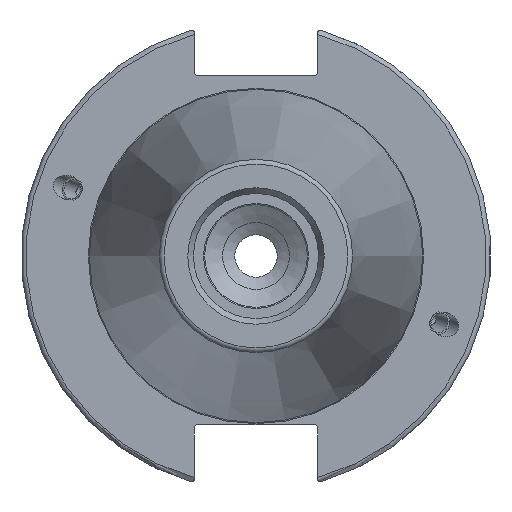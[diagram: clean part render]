
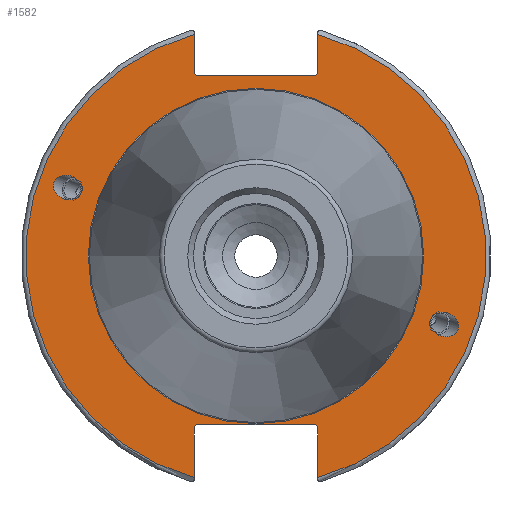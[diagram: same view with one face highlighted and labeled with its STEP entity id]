
A CAD part, left-side view. The second image highlights one B-rep face of the part: STEP entity #1582.
In plain terms, the highlighted planar face has unit normal (-1, 0, 0).
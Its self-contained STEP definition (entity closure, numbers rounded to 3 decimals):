
#136=LINE('',#2936,#234);
#137=LINE('',#2938,#235);
#138=LINE('',#2940,#236);
#139=LINE('',#2942,#237);
#140=LINE('',#2944,#238);
#141=LINE('',#2948,#239);
#142=LINE('',#2950,#240);
#143=LINE('',#2952,#241);
#144=LINE('',#2954,#242);
#145=LINE('',#2955,#243);
#234=VECTOR('',#2095,10.);
#235=VECTOR('',#2096,10.);
#236=VECTOR('',#2097,10.);
#237=VECTOR('',#2098,10.);
#238=VECTOR('',#2099,10.);
#239=VECTOR('',#2102,10.);
#240=VECTOR('',#2103,10.);
#241=VECTOR('',#2104,10.);
#242=VECTOR('',#2105,10.);
#243=VECTOR('',#2106,10.);
#327=FACE_BOUND('',#530,.T.);
#328=FACE_BOUND('',#531,.T.);
#329=FACE_BOUND('',#532,.T.);
#335=ELLIPSE('',#1712,3.052,2.5);
#336=ELLIPSE('',#1746,3.052,2.5);
#349=PLANE('',#1756);
#421=FACE_OUTER_BOUND('',#529,.T.);
#529=EDGE_LOOP('',(#1287,#1288,#1289,#1290,#1291,#1292,#1293,#1294,#1295,
#1296,#1297,#1298));
#530=EDGE_LOOP('',(#1299));
#531=EDGE_LOOP('',(#1300));
#532=EDGE_LOOP('',(#1301));
#633=CIRCLE('',#1754,35.125);
#635=CIRCLE('',#1757,48.213);
#636=CIRCLE('',#1758,48.213);
#721=VERTEX_POINT('',#2653);
#759=VERTEX_POINT('',#2912);
#764=VERTEX_POINT('',#2927);
#765=VERTEX_POINT('',#2932);
#766=VERTEX_POINT('',#2933);
#767=VERTEX_POINT('',#2935);
#768=VERTEX_POINT('',#2937);
#769=VERTEX_POINT('',#2939);
#770=VERTEX_POINT('',#2941);
#771=VERTEX_POINT('',#2943);
#772=VERTEX_POINT('',#2945);
#773=VERTEX_POINT('',#2947);
#774=VERTEX_POINT('',#2949);
#775=VERTEX_POINT('',#2951);
#776=VERTEX_POINT('',#2953);
#898=EDGE_CURVE('',#721,#721,#335,.T.);
#949=EDGE_CURVE('',#759,#759,#336,.T.);
#956=EDGE_CURVE('',#764,#764,#633,.T.);
#958=EDGE_CURVE('',#765,#766,#635,.T.);
#959=EDGE_CURVE('',#765,#767,#136,.T.);
#960=EDGE_CURVE('',#768,#767,#137,.T.);
#961=EDGE_CURVE('',#768,#769,#138,.T.);
#962=EDGE_CURVE('',#770,#769,#139,.T.);
#963=EDGE_CURVE('',#770,#771,#140,.T.);
#964=EDGE_CURVE('',#772,#771,#636,.T.);
#965=EDGE_CURVE('',#772,#773,#141,.T.);
#966=EDGE_CURVE('',#774,#773,#142,.T.);
#967=EDGE_CURVE('',#774,#775,#143,.T.);
#968=EDGE_CURVE('',#776,#775,#144,.T.);
#969=EDGE_CURVE('',#776,#766,#145,.T.);
#1287=ORIENTED_EDGE('',*,*,#958,.F.);
#1288=ORIENTED_EDGE('',*,*,#959,.T.);
#1289=ORIENTED_EDGE('',*,*,#960,.F.);
#1290=ORIENTED_EDGE('',*,*,#961,.T.);
#1291=ORIENTED_EDGE('',*,*,#962,.F.);
#1292=ORIENTED_EDGE('',*,*,#963,.T.);
#1293=ORIENTED_EDGE('',*,*,#964,.F.);
#1294=ORIENTED_EDGE('',*,*,#965,.T.);
#1295=ORIENTED_EDGE('',*,*,#966,.F.);
#1296=ORIENTED_EDGE('',*,*,#967,.T.);
#1297=ORIENTED_EDGE('',*,*,#968,.F.);
#1298=ORIENTED_EDGE('',*,*,#969,.T.);
#1299=ORIENTED_EDGE('',*,*,#898,.T.);
#1300=ORIENTED_EDGE('',*,*,#949,.T.);
#1301=ORIENTED_EDGE('',*,*,#956,.F.);
#1582=ADVANCED_FACE('',(#421,#327,#328,#329),#349,.T.);
#1712=AXIS2_PLACEMENT_3D('',#2655,#1985,#1986);
#1746=AXIS2_PLACEMENT_3D('',#2914,#2069,#2070);
#1754=AXIS2_PLACEMENT_3D('',#2929,#2087,#2088);
#1756=AXIS2_PLACEMENT_3D('',#2931,#2091,#2092);
#1757=AXIS2_PLACEMENT_3D('',#2934,#2093,#2094);
#1758=AXIS2_PLACEMENT_3D('',#2946,#2100,#2101);
#1985=DIRECTION('center_axis',(1.,0.,0.));
#1986=DIRECTION('ref_axis',(0.,-0.94,-0.342));
#2069=DIRECTION('center_axis',(1.,0.,0.));
#2070=DIRECTION('ref_axis',(0.,0.94,0.342));
#2087=DIRECTION('center_axis',(-1.,0.,0.));
#2088=DIRECTION('ref_axis',(0.,-1.,0.));
#2091=DIRECTION('center_axis',(-1.,0.,0.));
#2092=DIRECTION('ref_axis',(0.,0.,1.));
#2093=DIRECTION('center_axis',(1.,0.,0.));
#2094=DIRECTION('ref_axis',(0.,-1.,0.));
#2095=DIRECTION('',(0.,0.,-1.));
#2096=DIRECTION('',(0.,-0.707,0.707));
#2097=DIRECTION('',(0.,1.,0.));
#2098=DIRECTION('',(0.,-0.707,-0.707));
#2099=DIRECTION('',(0.,0.,1.));
#2100=DIRECTION('center_axis',(1.,0.,0.));
#2101=DIRECTION('ref_axis',(0.,1.,0.));
#2102=DIRECTION('',(0.,0.,1.));
#2103=DIRECTION('',(0.,0.707,-0.707));
#2104=DIRECTION('',(0.,-1.,0.));
#2105=DIRECTION('',(0.,0.707,0.707));
#2106=DIRECTION('',(0.,0.,-1.));
#2653=CARTESIAN_POINT('',(3.175,-36.599,-13.321));
#2655=CARTESIAN_POINT('Origin',(3.175,-39.467,-14.365));
#2912=CARTESIAN_POINT('',(3.175,36.599,13.321));
#2914=CARTESIAN_POINT('Origin',(3.175,39.467,14.365));
#2927=CARTESIAN_POINT('',(3.175,0.,35.125));
#2929=CARTESIAN_POINT('Origin',(3.175,0.,0.));
#2931=CARTESIAN_POINT('Origin',(3.175,49.213,0.));
#2932=CARTESIAN_POINT('',(3.175,-12.95,46.441));
#2933=CARTESIAN_POINT('',(3.175,-12.95,-46.441));
#2934=CARTESIAN_POINT('Origin',(3.175,0.,0.));
#2935=CARTESIAN_POINT('',(3.175,-12.95,38.219));
#2936=CARTESIAN_POINT('',(3.175,-12.95,18.86));
#2937=CARTESIAN_POINT('',(3.175,-12.45,37.719));
#2938=CARTESIAN_POINT('',(3.175,12.27,12.999));
#2939=CARTESIAN_POINT('',(3.175,12.45,37.719));
#2940=CARTESIAN_POINT('',(3.175,24.606,37.719));
#2941=CARTESIAN_POINT('',(3.175,12.95,38.219));
#2942=CARTESIAN_POINT('',(3.175,12.336,37.605));
#2943=CARTESIAN_POINT('',(3.175,12.95,46.441));
#2944=CARTESIAN_POINT('',(3.175,12.95,18.86));
#2945=CARTESIAN_POINT('',(3.175,12.95,-46.441));
#2946=CARTESIAN_POINT('Origin',(3.175,0.,0.));
#2947=CARTESIAN_POINT('',(3.175,12.95,-35.806));
#2948=CARTESIAN_POINT('',(3.175,12.95,-17.653));
#2949=CARTESIAN_POINT('',(3.175,12.45,-35.306));
#2950=CARTESIAN_POINT('',(3.175,12.939,-35.795));
#2951=CARTESIAN_POINT('',(3.175,-12.45,-35.306));
#2952=CARTESIAN_POINT('',(3.175,24.606,-35.306));
#2953=CARTESIAN_POINT('',(3.175,-12.95,-35.806));
#2954=CARTESIAN_POINT('',(3.175,11.667,-11.189));
#2955=CARTESIAN_POINT('',(3.175,-12.95,-17.653));
